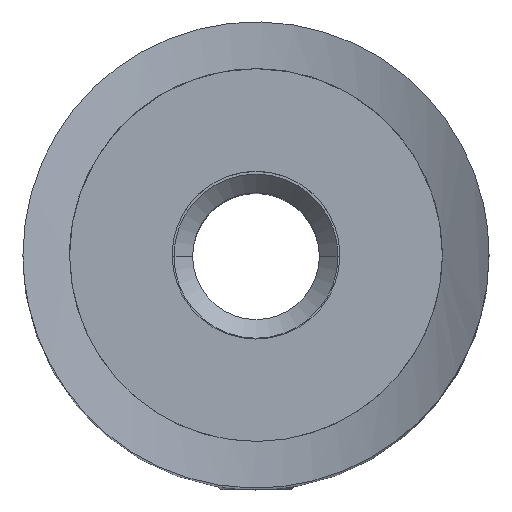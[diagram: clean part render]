
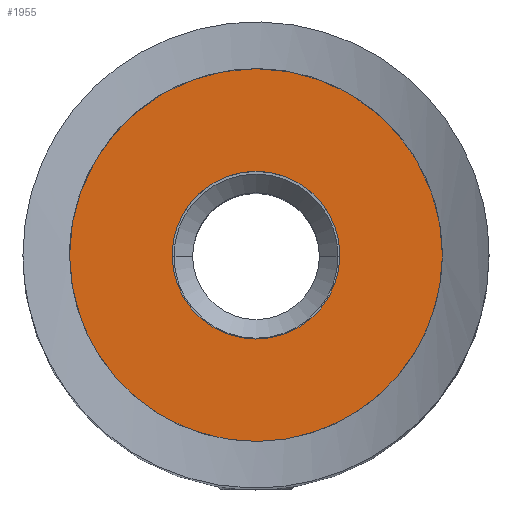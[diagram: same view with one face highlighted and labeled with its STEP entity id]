
A CAD part, top view. The second image highlights one B-rep face of the part: STEP entity #1955.
In plain terms, the highlighted planar face has unit normal (0, 0, 1).
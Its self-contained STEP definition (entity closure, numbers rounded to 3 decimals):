
#356 = ORIENTED_EDGE ( 'NONE', *, *, #7298, .T. ) ;
#598 = VERTEX_POINT ( 'NONE', #7817 ) ;
#1100 = EDGE_CURVE ( 'NONE', #598, #9969, #8688, .T. ) ;
#1267 = AXIS2_PLACEMENT_3D ( 'NONE', #12610, #2802, #12707 ) ;
#1443 = DIRECTION ( 'NONE',  ( 1., 0., 0. ) ) ;
#1580 = DIRECTION ( 'NONE',  ( 0., 0., 1. ) ) ;
#1795 = CIRCLE ( 'NONE', #8935, 4.5 ) ;
#1955 = ADVANCED_FACE ( 'NONE', ( #6358, #6717 ), #9584, .F. ) ;
#2761 = EDGE_LOOP ( 'NONE', ( #6051, #3082 ) ) ;
#2802 = DIRECTION ( 'NONE',  ( 0., 0., 1. ) ) ;
#3082 = ORIENTED_EDGE ( 'NONE', *, *, #11589, .F. ) ;
#3485 = CARTESIAN_POINT ( 'NONE',  ( 0., 0., 0. ) ) ;
#3671 = DIRECTION ( 'NONE',  ( 1., 0., 0. ) ) ;
#3697 = EDGE_LOOP ( 'NONE', ( #356, #10135 ) ) ;
#3852 = AXIS2_PLACEMENT_3D ( 'NONE', #4731, #1580, #1443 ) ;
#4731 = CARTESIAN_POINT ( 'NONE',  ( 0., 0., 0. ) ) ;
#5097 = CARTESIAN_POINT ( 'NONE',  ( 0., 10., 0. ) ) ;
#5129 = CARTESIAN_POINT ( 'NONE',  ( 0., 0., 0. ) ) ;
#5246 = DIRECTION ( 'NONE',  ( -1., 0., 0. ) ) ;
#5630 = CIRCLE ( 'NONE', #3852, 10. ) ;
#5994 = DIRECTION ( 'NONE',  ( 0., 0., 1. ) ) ;
#6051 = ORIENTED_EDGE ( 'NONE', *, *, #1100, .F. ) ;
#6229 = AXIS2_PLACEMENT_3D ( 'NONE', #5097, #8479, #5246 ) ;
#6358 = FACE_BOUND ( 'NONE', #2761, .T. ) ;
#6714 = CARTESIAN_POINT ( 'NONE',  ( 10., 0., 0. ) ) ;
#6717 = FACE_OUTER_BOUND ( 'NONE', #3697, .T. ) ;
#6982 = CIRCLE ( 'NONE', #1267, 10. ) ;
#7298 = EDGE_CURVE ( 'NONE', #9404, #11408, #6982, .T. ) ;
#7354 = CARTESIAN_POINT ( 'NONE',  ( -10., 0., 0. ) ) ;
#7817 = CARTESIAN_POINT ( 'NONE',  ( 4.5, 0., 0. ) ) ;
#8479 = DIRECTION ( 'NONE',  ( 0., 0., -1. ) ) ;
#8688 = CIRCLE ( 'NONE', #10034, 4.5 ) ;
#8935 = AXIS2_PLACEMENT_3D ( 'NONE', #5129, #5994, #9385 ) ;
#9385 = DIRECTION ( 'NONE',  ( 1., 0., 0. ) ) ;
#9404 = VERTEX_POINT ( 'NONE', #6714 ) ;
#9477 = EDGE_CURVE ( 'NONE', #11408, #9404, #5630, .T. ) ;
#9584 = PLANE ( 'NONE',  #6229 ) ;
#9767 = CARTESIAN_POINT ( 'NONE',  ( -4.5, 0., 0. ) ) ;
#9969 = VERTEX_POINT ( 'NONE', #9767 ) ;
#10034 = AXIS2_PLACEMENT_3D ( 'NONE', #3485, #12424, #3671 ) ;
#10135 = ORIENTED_EDGE ( 'NONE', *, *, #9477, .T. ) ;
#11408 = VERTEX_POINT ( 'NONE', #7354 ) ;
#11589 = EDGE_CURVE ( 'NONE', #9969, #598, #1795, .T. ) ;
#12424 = DIRECTION ( 'NONE',  ( 0., 0., 1. ) ) ;
#12610 = CARTESIAN_POINT ( 'NONE',  ( 0., 0., 0. ) ) ;
#12707 = DIRECTION ( 'NONE',  ( 1., 0., 0. ) ) ;
